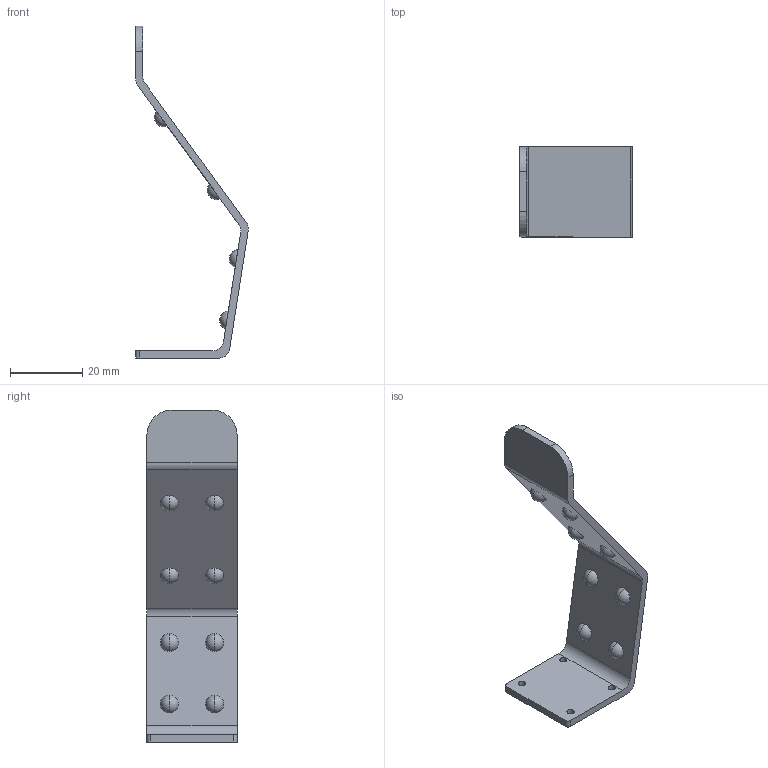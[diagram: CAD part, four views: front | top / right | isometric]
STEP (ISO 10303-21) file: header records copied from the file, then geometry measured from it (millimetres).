
FILE_DESCRIPTION (( 'STEP AP203' ), '1' );
FILE_NAME ('Finger_Default_sldprt.STEP', '2019-11-22T17:57:20', ( 'Windows-bruger' ), ( '' ), 'SwSTEP 2.0', 'SolidWorks 2018', '' );
FILE_SCHEMA (( 'CONFIG_CONTROL_DESIGN' ));
Length unit declared in the file: millimetre
Products named in the file (1): Finger_Default_sldprt
Bounding box: 31.27 x 25 x 92 mm (x, y, z)
Volume: 6419.6 mm3; surface area: 6913.1 mm2
Topology: 1 solids, 1 shells, 54 faces, 132 edges, 88 vertices
Faces by surface type: plane 20, cylinder 18, torus 16
Entity records: 1733 total; most frequent: DIRECTION 326, CARTESIAN_POINT 275, ORIENTED_EDGE 264, AXIS2_PLACEMENT_3D 139, EDGE_CURVE 132, VERTEX_POINT 88, CIRCLE 84, EDGE_LOOP 70
